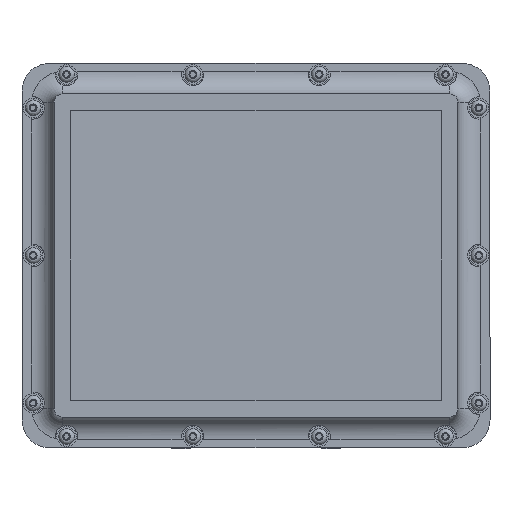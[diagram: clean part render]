
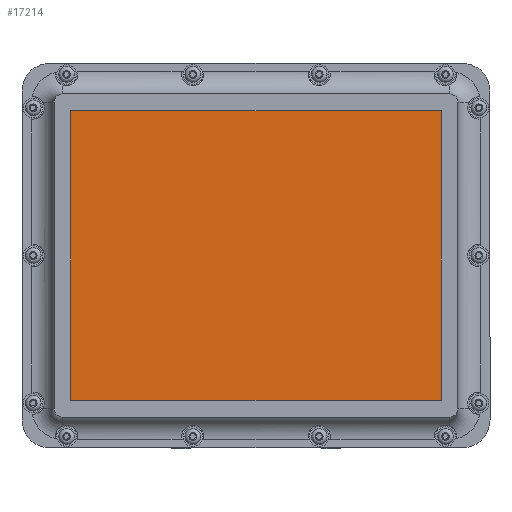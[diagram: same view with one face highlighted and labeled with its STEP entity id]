
A CAD part, top view. The second image highlights one B-rep face of the part: STEP entity #17214.
In plain terms, the highlighted planar face has unit normal (0, 0, 1).
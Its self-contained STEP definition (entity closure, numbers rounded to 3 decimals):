
#1807=PLANE('',#19388);
#2906=LINE('',#32233,#4144);
#2907=LINE('',#32237,#4145);
#2908=LINE('',#32241,#4146);
#2909=LINE('',#32244,#4147);
#4144=VECTOR('',#23938,10.);
#4145=VECTOR('',#23941,10.);
#4146=VECTOR('',#23944,10.);
#4147=VECTOR('',#23947,10.);
#5522=FACE_OUTER_BOUND('',#6666,.T.);
#6666=EDGE_LOOP('',(#15571,#15572,#15573,#15574,#15575,#15576,#15577,#15578));
#7503=CIRCLE('',#19386,3.);
#7505=CIRCLE('',#19389,3.);
#7506=CIRCLE('',#19390,3.);
#7507=CIRCLE('',#19391,3.);
#8942=VERTEX_POINT('',#32223);
#8943=VERTEX_POINT('',#32224);
#8946=VERTEX_POINT('',#32232);
#8947=VERTEX_POINT('',#32234);
#8948=VERTEX_POINT('',#32236);
#8949=VERTEX_POINT('',#32238);
#8950=VERTEX_POINT('',#32240);
#8951=VERTEX_POINT('',#32242);
#11194=EDGE_CURVE('',#8942,#8943,#7503,.T.);
#11198=EDGE_CURVE('',#8942,#8946,#2906,.T.);
#11199=EDGE_CURVE('',#8947,#8946,#7505,.T.);
#11200=EDGE_CURVE('',#8947,#8948,#2907,.T.);
#11201=EDGE_CURVE('',#8949,#8948,#7506,.T.);
#11202=EDGE_CURVE('',#8949,#8950,#2908,.T.);
#11203=EDGE_CURVE('',#8951,#8950,#7507,.T.);
#11204=EDGE_CURVE('',#8951,#8943,#2909,.T.);
#15571=ORIENTED_EDGE('',*,*,#11194,.F.);
#15572=ORIENTED_EDGE('',*,*,#11198,.T.);
#15573=ORIENTED_EDGE('',*,*,#11199,.F.);
#15574=ORIENTED_EDGE('',*,*,#11200,.T.);
#15575=ORIENTED_EDGE('',*,*,#11201,.F.);
#15576=ORIENTED_EDGE('',*,*,#11202,.T.);
#15577=ORIENTED_EDGE('',*,*,#11203,.F.);
#15578=ORIENTED_EDGE('',*,*,#11204,.T.);
#17214=ADVANCED_FACE('',(#5522),#1807,.T.);
#19386=AXIS2_PLACEMENT_3D('',#32225,#23930,#23931);
#19388=AXIS2_PLACEMENT_3D('',#32231,#23936,#23937);
#19389=AXIS2_PLACEMENT_3D('',#32235,#23939,#23940);
#19390=AXIS2_PLACEMENT_3D('',#32239,#23942,#23943);
#19391=AXIS2_PLACEMENT_3D('',#32243,#23945,#23946);
#23930=DIRECTION('center_axis',(0.,0.,-1.));
#23931=DIRECTION('ref_axis',(-0.707,-0.707,0.));
#23936=DIRECTION('center_axis',(0.,0.,1.));
#23937=DIRECTION('ref_axis',(1.,0.,0.));
#23938=DIRECTION('',(1.,0.,0.));
#23939=DIRECTION('center_axis',(0.,0.,-1.));
#23940=DIRECTION('ref_axis',(0.707,-0.707,0.));
#23941=DIRECTION('',(0.,1.,0.));
#23942=DIRECTION('center_axis',(0.,0.,-1.));
#23943=DIRECTION('ref_axis',(0.707,0.707,0.));
#23944=DIRECTION('',(-1.,0.,0.));
#23945=DIRECTION('center_axis',(0.,0.,-1.));
#23946=DIRECTION('ref_axis',(-0.707,0.707,0.));
#23947=DIRECTION('',(0.,-1.,0.));
#32223=CARTESIAN_POINT('',(-61.933,-60.347,6.));
#32224=CARTESIAN_POINT('',(-64.933,-57.347,6.));
#32225=CARTESIAN_POINT('Origin',(-61.933,-57.347,6.));
#32231=CARTESIAN_POINT('Origin',(4.067,-5.847,6.));
#32232=CARTESIAN_POINT('',(70.067,-60.347,6.));
#32233=CARTESIAN_POINT('',(73.067,-60.347,6.));
#32234=CARTESIAN_POINT('',(73.067,-57.347,6.));
#32235=CARTESIAN_POINT('Origin',(70.067,-57.347,6.));
#32236=CARTESIAN_POINT('',(73.067,45.653,6.));
#32237=CARTESIAN_POINT('',(73.067,48.653,6.));
#32238=CARTESIAN_POINT('',(70.067,48.653,6.));
#32239=CARTESIAN_POINT('Origin',(70.067,45.653,6.));
#32240=CARTESIAN_POINT('',(-61.933,48.653,6.));
#32241=CARTESIAN_POINT('',(-64.933,48.653,6.));
#32242=CARTESIAN_POINT('',(-64.933,45.653,6.));
#32243=CARTESIAN_POINT('Origin',(-61.933,45.653,6.));
#32244=CARTESIAN_POINT('',(-64.933,-60.347,6.));
